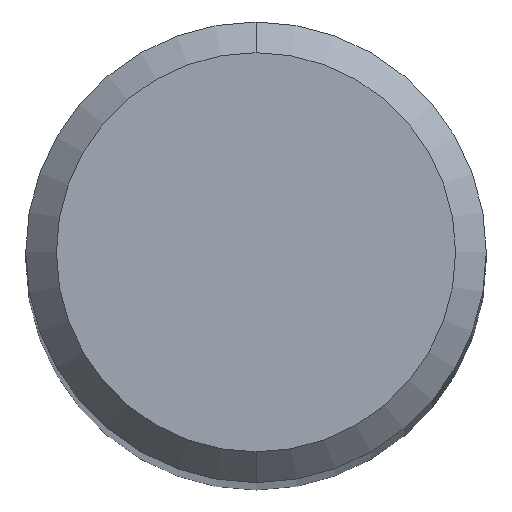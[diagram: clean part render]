
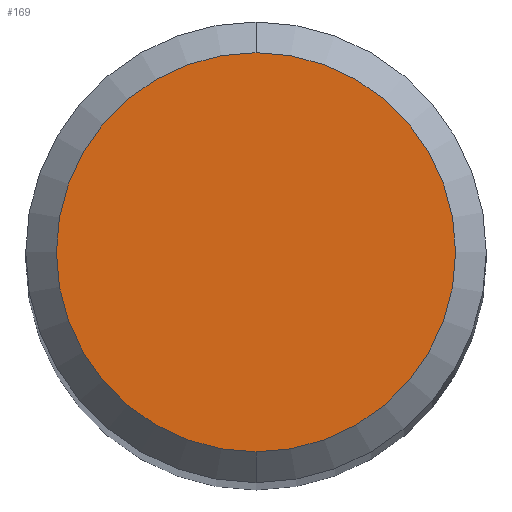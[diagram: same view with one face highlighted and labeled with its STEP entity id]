
A CAD part, top view. The second image highlights one B-rep face of the part: STEP entity #169.
In plain terms, the highlighted planar face has unit normal (0, 0, 1).
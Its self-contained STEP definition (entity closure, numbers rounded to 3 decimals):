
#121=VERTEX_POINT('',#305);
#123=EDGE_CURVE('',#121,#227,#307,.T.);
#169=ADVANCED_FACE('',(#359),#360,.T.);
#175=EDGE_CURVE('',#227,#121,#366,.T.);
#227=VERTEX_POINT('',#427);
#305=CARTESIAN_POINT('',(0.,-2.6,0.0));
#307=CIRCLE('',#505,2.6);
#359=FACE_OUTER_BOUND('',#582,.T.);
#360=PLANE('',#583);
#366=CIRCLE('',#590,2.6);
#427=CARTESIAN_POINT('',(0.0,2.6,0.0));
#505=AXIS2_PLACEMENT_3D('',#741,#742,#743);
#582=EDGE_LOOP('',(#818,#819));
#583=AXIS2_PLACEMENT_3D('',#820,#821,#822);
#590=AXIS2_PLACEMENT_3D('',#823,#824,#825);
#741=CARTESIAN_POINT('',(0.0,0.0,0.0));
#742=DIRECTION('',(0.0,0.0,-1.0));
#743=DIRECTION('',(0.0,1.0,0.0));
#818=ORIENTED_EDGE('',*,*,#175,.F.);
#819=ORIENTED_EDGE('',*,*,#123,.F.);
#820=CARTESIAN_POINT('',(0.0,1.3,0.0));
#821=DIRECTION('',(-0.0,0.0,1.0));
#822=DIRECTION('',(0.0,-1.0,0.0));
#823=CARTESIAN_POINT('',(0.0,0.0,0.0));
#824=DIRECTION('',(0.0,0.0,-1.0));
#825=DIRECTION('',(0.0,1.0,0.0));
